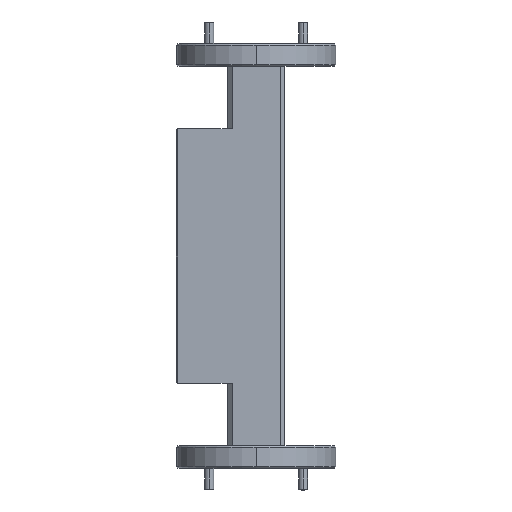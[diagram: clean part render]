
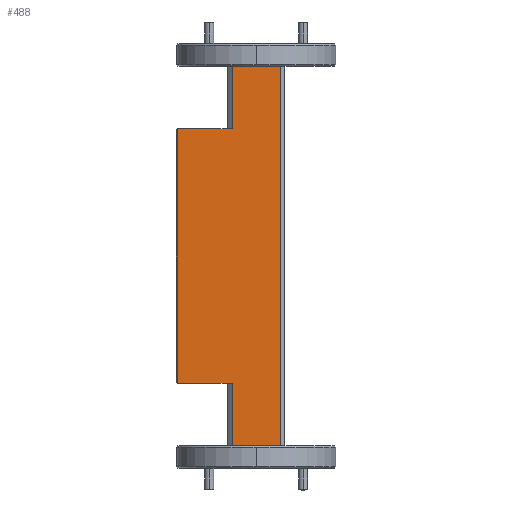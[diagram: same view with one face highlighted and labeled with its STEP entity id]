
A CAD part, left-side view. The second image highlights one B-rep face of the part: STEP entity #488.
In plain terms, the highlighted planar face has unit normal (-1, 0, 0).
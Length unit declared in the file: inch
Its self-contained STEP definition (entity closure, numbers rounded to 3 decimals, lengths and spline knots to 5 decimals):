
#79 = CARTESIAN_POINT ( 'NONE',  ( -0.2, -0.17, 1.5 ) ) ;
#187 = LINE ( 'NONE', #3204, #3428 ) ;
#437 = CARTESIAN_POINT ( 'NONE',  ( -0.2, 0.565, 0.9 ) ) ;
#476 = LINE ( 'NONE', #2691, #4657 ) ;
#488 = ADVANCED_FACE ( 'NONE', ( #9599 ), #6655, .F. ) ;
#653 = DIRECTION ( 'NONE',  ( 0., 1., 0. ) ) ;
#681 = VERTEX_POINT ( 'NONE', #7182 ) ;
#849 = VECTOR ( 'NONE', #5129, 39.37008 ) ;
#931 = VERTEX_POINT ( 'NONE', #4200 ) ;
#1140 = DIRECTION ( 'NONE',  ( 1., 0., 0. ) ) ;
#1290 = EDGE_CURVE ( 'NONE', #6306, #7965, #4036, .T. ) ;
#1338 = DIRECTION ( 'NONE',  ( 0., 1., 0. ) ) ;
#1615 = EDGE_CURVE ( 'NONE', #1807, #7392, #6923, .T. ) ;
#1807 = VERTEX_POINT ( 'NONE', #6764 ) ;
#1981 = DIRECTION ( 'NONE',  ( 0., 0., -1. ) ) ;
#1991 = DIRECTION ( 'NONE',  ( 0., -1., 0. ) ) ;
#2184 = ORIENTED_EDGE ( 'NONE', *, *, #7869, .T. ) ;
#2285 = EDGE_LOOP ( 'NONE', ( #6519, #2184, #8362, #7521, #6696, #6798, #5959, #3562 ) ) ;
#2479 = CARTESIAN_POINT ( 'NONE',  ( -0.2, -0.17, 1.34 ) ) ;
#2531 = EDGE_CURVE ( 'NONE', #931, #7601, #7297, .T. ) ;
#2653 = CARTESIAN_POINT ( 'NONE',  ( -0.2, 0.17, -1.34 ) ) ;
#2691 = CARTESIAN_POINT ( 'NONE',  ( -0.2, 0.17, 1.5 ) ) ;
#2953 = VECTOR ( 'NONE', #5122, 39.37008 ) ;
#3204 = CARTESIAN_POINT ( 'NONE',  ( -0.2, 0.555, 1.5 ) ) ;
#3428 = VECTOR ( 'NONE', #5436, 39.37008 ) ;
#3562 = ORIENTED_EDGE ( 'NONE', *, *, #9899, .T. ) ;
#4036 = LINE ( 'NONE', #6232, #2953 ) ;
#4200 = CARTESIAN_POINT ( 'NONE',  ( -0.2, 0.555, 0.9 ) ) ;
#4657 = VECTOR ( 'NONE', #1981, 39.37008 ) ;
#5122 = DIRECTION ( 'NONE',  ( 0., 0., -1. ) ) ;
#5129 = DIRECTION ( 'NONE',  ( 0., -1., 0. ) ) ;
#5436 = DIRECTION ( 'NONE',  ( 0., 0., -1. ) ) ;
#5616 = AXIS2_PLACEMENT_3D ( 'NONE', #8748, #1140, #1338 ) ;
#5743 = DIRECTION ( 'NONE',  ( 0., -1., 0. ) ) ;
#5781 = CARTESIAN_POINT ( 'NONE',  ( -0.2, 0.2, 1.34 ) ) ;
#5957 = VECTOR ( 'NONE', #653, 39.37008 ) ;
#5959 = ORIENTED_EDGE ( 'NONE', *, *, #8051, .F. ) ;
#6005 = VECTOR ( 'NONE', #1991, 39.37008 ) ;
#6154 = EDGE_CURVE ( 'NONE', #1807, #7965, #8277, .T. ) ;
#6232 = CARTESIAN_POINT ( 'NONE',  ( -0.2, 0.17, 1.5 ) ) ;
#6269 = DIRECTION ( 'NONE',  ( 0., 0., 1. ) ) ;
#6306 = VERTEX_POINT ( 'NONE', #6400 ) ;
#6345 = EDGE_CURVE ( 'NONE', #8809, #6306, #6549, .T. ) ;
#6400 = CARTESIAN_POINT ( 'NONE',  ( -0.2, 0.17, -0.9 ) ) ;
#6519 = ORIENTED_EDGE ( 'NONE', *, *, #2531, .F. ) ;
#6549 = LINE ( 'NONE', #7969, #8525 ) ;
#6655 = PLANE ( 'NONE',  #5616 ) ;
#6696 = ORIENTED_EDGE ( 'NONE', *, *, #6154, .F. ) ;
#6723 = CARTESIAN_POINT ( 'NONE',  ( -0.2, 0.555, -0.9 ) ) ;
#6764 = CARTESIAN_POINT ( 'NONE',  ( -0.2, -0.17, -1.34 ) ) ;
#6798 = ORIENTED_EDGE ( 'NONE', *, *, #1615, .T. ) ;
#6923 = LINE ( 'NONE', #79, #9654 ) ;
#7182 = CARTESIAN_POINT ( 'NONE',  ( -0.2, 0.17, 1.34 ) ) ;
#7297 = LINE ( 'NONE', #437, #6005 ) ;
#7392 = VERTEX_POINT ( 'NONE', #2479 ) ;
#7521 = ORIENTED_EDGE ( 'NONE', *, *, #1290, .T. ) ;
#7601 = VERTEX_POINT ( 'NONE', #8666 ) ;
#7869 = EDGE_CURVE ( 'NONE', #931, #8809, #187, .T. ) ;
#7965 = VERTEX_POINT ( 'NONE', #2653 ) ;
#7969 = CARTESIAN_POINT ( 'NONE',  ( -0.2, 0.565, -0.9 ) ) ;
#8051 = EDGE_CURVE ( 'NONE', #681, #7392, #9595, .T. ) ;
#8277 = LINE ( 'NONE', #8463, #5957 ) ;
#8362 = ORIENTED_EDGE ( 'NONE', *, *, #6345, .T. ) ;
#8463 = CARTESIAN_POINT ( 'NONE',  ( -0.2, 0.2, -1.34 ) ) ;
#8525 = VECTOR ( 'NONE', #5743, 39.37008 ) ;
#8666 = CARTESIAN_POINT ( 'NONE',  ( -0.2, 0.17, 0.9 ) ) ;
#8748 = CARTESIAN_POINT ( 'NONE',  ( -0.2, 0.2, 1.5 ) ) ;
#8809 = VERTEX_POINT ( 'NONE', #6723 ) ;
#9595 = LINE ( 'NONE', #5781, #849 ) ;
#9599 = FACE_OUTER_BOUND ( 'NONE', #2285, .T. ) ;
#9654 = VECTOR ( 'NONE', #6269, 39.37008 ) ;
#9899 = EDGE_CURVE ( 'NONE', #681, #7601, #476, .T. ) ;
